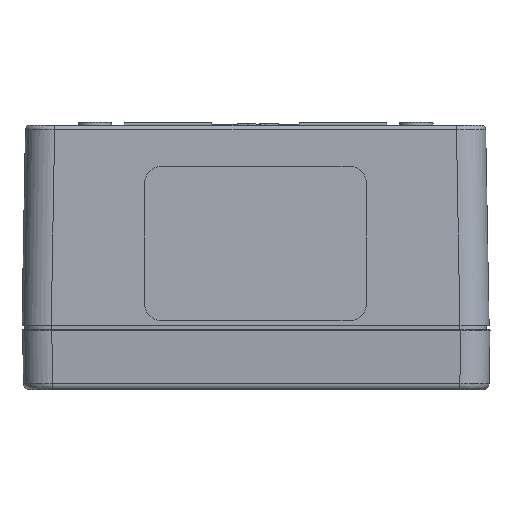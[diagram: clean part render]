
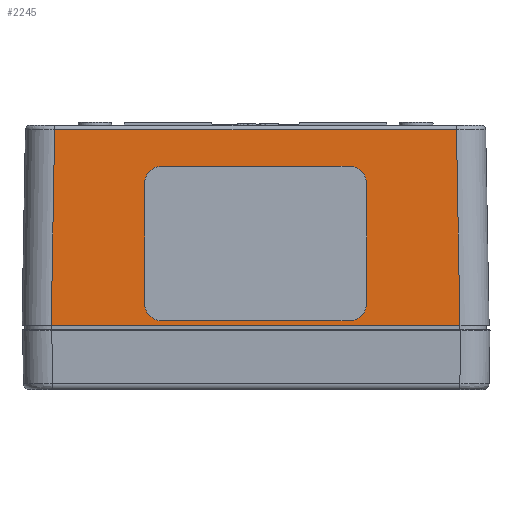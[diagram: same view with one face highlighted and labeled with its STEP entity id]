
A CAD part, left-side view. The second image highlights one B-rep face of the part: STEP entity #2245.
In plain terms, the highlighted planar face has unit normal (-1, 0, 0.018).
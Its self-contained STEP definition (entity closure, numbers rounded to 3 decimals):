
#666=CARTESIAN_POINT('',(-129.092,38.,52.01));
#667=VERTEX_POINT('',#666);
#674=CARTESIAN_POINT('',(-129.808,38.,11.016));
#675=VERTEX_POINT('',#674);
#676=CARTESIAN_POINT('',(-129.808,38.,11.016));
#677=DIRECTION('',(0.017,0.0,1.));
#678=VECTOR('',#677,41.);
#679=LINE('',#676,#678);
#680=EDGE_CURVE('',#675,#667,#679,.T.);
#706=CARTESIAN_POINT('',(-129.912,32.,5.017));
#707=VERTEX_POINT('',#706);
#708=CARTESIAN_POINT('',(-129.808,32.,11.016));
#709=DIRECTION('',(1.,0.,-0.017));
#710=DIRECTION('',(-0.017,0.,-1.));
#711=AXIS2_PLACEMENT_3D('',#708,#709,#710);
#712=CIRCLE('',#711,6.);
#713=EDGE_CURVE('',#707,#675,#712,.T.);
#738=CARTESIAN_POINT('',(-128.987,32.,58.009));
#739=VERTEX_POINT('',#738);
#746=CARTESIAN_POINT('',(-129.092,32.,52.01));
#747=DIRECTION('',(1.,0.0,-0.017));
#748=DIRECTION('',(0.0,1.0,0.0));
#749=AXIS2_PLACEMENT_3D('',#746,#747,#748);
#750=CIRCLE('',#749,6.);
#751=EDGE_CURVE('',#667,#739,#750,.T.);
#773=CARTESIAN_POINT('',(-129.092,-38.,52.01));
#774=VERTEX_POINT('',#773);
#781=CARTESIAN_POINT('',(-128.987,-32.,58.009));
#782=VERTEX_POINT('',#781);
#783=CARTESIAN_POINT('',(-129.092,-32.,52.01));
#784=DIRECTION('',(1.,0.,-0.017));
#785=DIRECTION('',(0.017,0.,1.));
#786=AXIS2_PLACEMENT_3D('',#783,#784,#785);
#787=CIRCLE('',#786,6.0);
#788=EDGE_CURVE('',#782,#774,#787,.T.);
#811=CARTESIAN_POINT('',(-128.987,32.,58.009));
#812=DIRECTION('',(0.0,-1.0,0.0));
#813=VECTOR('',#812,64.);
#814=LINE('',#811,#813);
#815=EDGE_CURVE('',#739,#782,#814,.T.);
#835=CARTESIAN_POINT('',(-129.912,-32.,5.017));
#836=VERTEX_POINT('',#835);
#837=CARTESIAN_POINT('',(-129.912,-32.,5.017));
#838=DIRECTION('',(0.0,1.0,0.0));
#839=VECTOR('',#838,64.);
#840=LINE('',#837,#839);
#841=EDGE_CURVE('',#836,#707,#840,.T.);
#867=CARTESIAN_POINT('',(-129.808,-38.,11.016));
#868=VERTEX_POINT('',#867);
#869=CARTESIAN_POINT('',(-129.808,-32.,11.016));
#870=DIRECTION('',(1.,0.0,-0.017));
#871=DIRECTION('',(0.0,-1.0,0.0));
#872=AXIS2_PLACEMENT_3D('',#869,#870,#871);
#873=CIRCLE('',#872,6.);
#874=EDGE_CURVE('',#868,#836,#873,.T.);
#897=CARTESIAN_POINT('',(-129.092,-38.,52.01));
#898=DIRECTION('',(-0.017,0.0,-1.));
#899=VECTOR('',#898,41.0);
#900=LINE('',#897,#899);
#901=EDGE_CURVE('',#774,#868,#900,.T.);
#2101=CARTESIAN_POINT('',(-129.939,-69.94,3.5));
#2102=VERTEX_POINT('',#2101);
#2110=CARTESIAN_POINT('',(-129.939,69.94,3.5));
#2111=VERTEX_POINT('',#2110);
#2112=CARTESIAN_POINT('',(-129.939,69.94,3.5));
#2113=DIRECTION('',(0.0,-1.0,0.0));
#2114=VECTOR('',#2113,139.881);
#2115=LINE('',#2112,#2114);
#2116=EDGE_CURVE('',#2111,#2102,#2115,.T.);
#2193=CARTESIAN_POINT('',(-128.769,68.77,70.526));
#2194=VERTEX_POINT('',#2193);
#2195=CARTESIAN_POINT('',(-129.939,69.94,3.5));
#2196=DIRECTION('',(0.017,-0.017,1.));
#2197=VECTOR('',#2196,67.047);
#2198=LINE('',#2195,#2197);
#2199=EDGE_CURVE('',#2111,#2194,#2198,.T.);
#2212=CARTESIAN_POINT('',(-130.,-80.,0.0));
#2213=DIRECTION('',(-1.,0.,0.017));
#2214=DIRECTION('',(0.0,-1.0,0.0));
#2215=AXIS2_PLACEMENT_3D('',#2212,#2213,#2214);
#2216=PLANE('',#2215);
#2217=ORIENTED_EDGE('',*,*,#2116,.T.);
#2218=CARTESIAN_POINT('',(-128.769,-68.77,70.526));
#2219=VERTEX_POINT('',#2218);
#2220=CARTESIAN_POINT('',(-128.769,-68.77,70.526));
#2221=DIRECTION('',(-0.017,-0.017,-1.));
#2222=VECTOR('',#2221,67.047);
#2223=LINE('',#2220,#2222);
#2224=EDGE_CURVE('',#2219,#2102,#2223,.T.);
#2225=ORIENTED_EDGE('',*,*,#2224,.F.);
#2226=CARTESIAN_POINT('',(-128.769,68.77,70.526));
#2227=DIRECTION('',(0.0,-1.0,0.0));
#2228=VECTOR('',#2227,137.541);
#2229=LINE('',#2226,#2228);
#2230=EDGE_CURVE('',#2194,#2219,#2229,.T.);
#2231=ORIENTED_EDGE('',*,*,#2230,.F.);
#2232=ORIENTED_EDGE('',*,*,#2199,.F.);
#2233=EDGE_LOOP('',(#2217,#2225,#2231,#2232));
#2234=FACE_OUTER_BOUND('',#2233,.T.);
#2235=ORIENTED_EDGE('',*,*,#788,.T.);
#2236=ORIENTED_EDGE('',*,*,#901,.T.);
#2237=ORIENTED_EDGE('',*,*,#874,.T.);
#2238=ORIENTED_EDGE('',*,*,#841,.T.);
#2239=ORIENTED_EDGE('',*,*,#713,.T.);
#2240=ORIENTED_EDGE('',*,*,#680,.T.);
#2241=ORIENTED_EDGE('',*,*,#751,.T.);
#2242=ORIENTED_EDGE('',*,*,#815,.T.);
#2243=EDGE_LOOP('',(#2235,#2236,#2237,#2238,#2239,#2240,#2241,#2242));
#2244=FACE_BOUND('',#2243,.T.);
#2245=ADVANCED_FACE('',(#2234,#2244),#2216,.T.);
